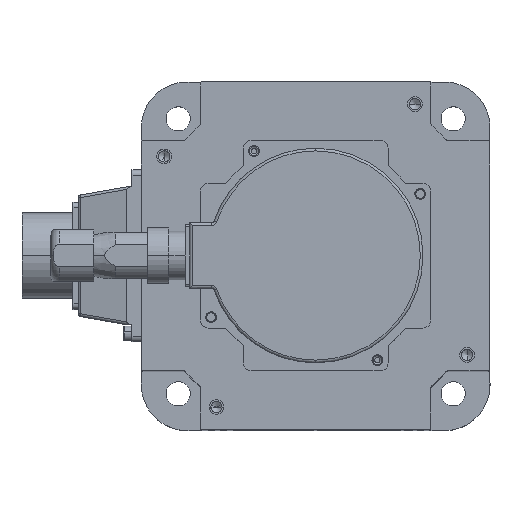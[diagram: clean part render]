
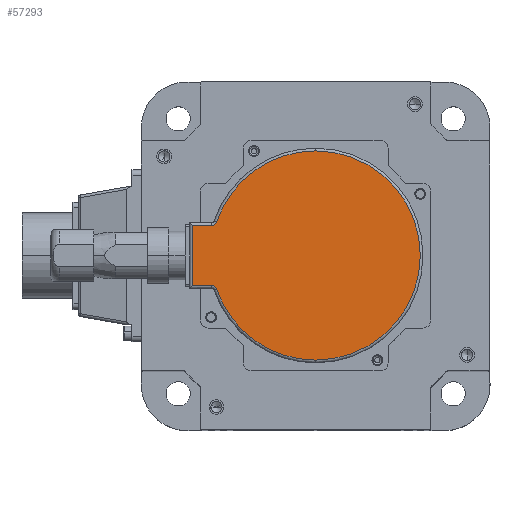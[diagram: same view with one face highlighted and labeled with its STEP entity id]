
A CAD part, top view. The second image highlights one B-rep face of the part: STEP entity #57293.
In plain terms, the highlighted face is planar.
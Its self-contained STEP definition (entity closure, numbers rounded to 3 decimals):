
#242 = ORIENTED_EDGE ( 'NONE', *, *, #30807, .T. ) ;
#505 = DIRECTION ( 'NONE',  ( 0., 0., 1. ) ) ;
#2314 = ORIENTED_EDGE ( 'NONE', *, *, #18434, .T. ) ;
#2989 = DIRECTION ( 'NONE',  ( 0., 0., 1. ) ) ;
#3305 = CARTESIAN_POINT ( 'NONE',  ( -20., 38.8, 13.25 ) ) ;
#3639 = CARTESIAN_POINT ( 'NONE',  ( -20., 0., 39. ) ) ;
#4384 = VERTEX_POINT ( 'NONE', #57298 ) ;
#5578 = CARTESIAN_POINT ( 'NONE',  ( -20., 46., -12.25 ) ) ;
#6539 = AXIS2_PLACEMENT_3D ( 'NONE', #61382, #30959, #505 ) ;
#6864 = VERTEX_POINT ( 'NONE', #9975 ) ;
#7087 = DIRECTION ( 'NONE',  ( 0., 1., 0. ) ) ;
#8359 = CIRCLE ( 'NONE', #65708, 2. ) ;
#9486 = DIRECTION ( 'NONE',  ( 0., -1., 0. ) ) ;
#9923 = CARTESIAN_POINT ( 'NONE',  ( -20., 38.8, -13.25 ) ) ;
#9975 = CARTESIAN_POINT ( 'NONE',  ( -20., 38.8, -11.25 ) ) ;
#13714 = CIRCLE ( 'NONE', #62457, 39. ) ;
#13770 = VECTOR ( 'NONE', #44992, 1000. ) ;
#15760 = DIRECTION ( 'NONE',  ( 0., 0., 1. ) ) ;
#16126 = LINE ( 'NONE', #46476, #21192 ) ;
#18434 = EDGE_CURVE ( 'NONE', #4384, #41363, #35989, .T. ) ;
#18963 = DIRECTION ( 'NONE',  ( 0., 0., 1. ) ) ;
#21192 = VECTOR ( 'NONE', #7087, 1000. ) ;
#21984 = PLANE ( 'NONE',  #6539 ) ;
#22327 = CARTESIAN_POINT ( 'NONE',  ( -20., 0., -39. ) ) ;
#24563 = DIRECTION ( 'NONE',  ( 0., 0., 1. ) ) ;
#25779 = EDGE_CURVE ( 'NONE', #37205, #67057, #44917, .T. ) ;
#27211 = ORIENTED_EDGE ( 'NONE', *, *, #42760, .T. ) ;
#29350 = CARTESIAN_POINT ( 'NONE',  ( -20., 38.8, 11.25 ) ) ;
#30807 = EDGE_CURVE ( 'NONE', #43193, #4384, #16126, .T. ) ;
#30874 = LINE ( 'NONE', #45488, #56562 ) ;
#30959 = DIRECTION ( 'NONE',  ( -1., 0., 0. ) ) ;
#31705 = EDGE_CURVE ( 'NONE', #67057, #40850, #13714, .T. ) ;
#32453 = AXIS2_PLACEMENT_3D ( 'NONE', #63855, #33428, #2989 ) ;
#33428 = DIRECTION ( 'NONE',  ( -1., 0., 0. ) ) ;
#33549 = CARTESIAN_POINT ( 'NONE',  ( -20., 0., 0. ) ) ;
#34334 = EDGE_CURVE ( 'NONE', #62103, #37205, #42432, .T. ) ;
#35245 = DIRECTION ( 'NONE',  ( -1., 0., 0. ) ) ;
#35989 = LINE ( 'NONE', #5578, #13770 ) ;
#37205 = VERTEX_POINT ( 'NONE', #22327 ) ;
#40850 = VERTEX_POINT ( 'NONE', #68130 ) ;
#41363 = VERTEX_POINT ( 'NONE', #51269 ) ;
#42432 = CIRCLE ( 'NONE', #54995, 39. ) ;
#42760 = EDGE_CURVE ( 'NONE', #40850, #43193, #66326, .T. ) ;
#43193 = VERTEX_POINT ( 'NONE', #29350 ) ;
#44226 = CARTESIAN_POINT ( 'NONE',  ( -20., 0., 0. ) ) ;
#44917 = CIRCLE ( 'NONE', #32453, 39. ) ;
#44992 = DIRECTION ( 'NONE',  ( 0., 0., -1. ) ) ;
#45488 = CARTESIAN_POINT ( 'NONE',  ( -20., 38.8, -11.25 ) ) ;
#46476 = CARTESIAN_POINT ( 'NONE',  ( -20., 47., 11.25 ) ) ;
#49316 = DIRECTION ( 'NONE',  ( 1., 0., 0. ) ) ;
#51269 = CARTESIAN_POINT ( 'NONE',  ( -20., 46., -11.25 ) ) ;
#54995 = AXIS2_PLACEMENT_3D ( 'NONE', #44226, #35245, #65706 ) ;
#55146 = DIRECTION ( 'NONE',  ( 1., 0., 0. ) ) ;
#55522 = ORIENTED_EDGE ( 'NONE', *, *, #31705, .T. ) ;
#55731 = FACE_OUTER_BOUND ( 'NONE', #60880, .T. ) ;
#56562 = VECTOR ( 'NONE', #9486, 1000. ) ;
#57293 = ADVANCED_FACE ( 'NONE', ( #55731 ), #21984, .T. ) ;
#57298 = CARTESIAN_POINT ( 'NONE',  ( -20., 46., 11.25 ) ) ;
#58416 = CARTESIAN_POINT ( 'NONE',  ( -20., 36.907, -12.604 ) ) ;
#58707 = ORIENTED_EDGE ( 'NONE', *, *, #34334, .T. ) ;
#60018 = ORIENTED_EDGE ( 'NONE', *, *, #69846, .T. ) ;
#60880 = EDGE_LOOP ( 'NONE', ( #242, #2314, #61262, #60018, #58707, #69218, #55522, #27211 ) ) ;
#61262 = ORIENTED_EDGE ( 'NONE', *, *, #61680, .T. ) ;
#61382 = CARTESIAN_POINT ( 'NONE',  ( -20., 0., 0. ) ) ;
#61680 = EDGE_CURVE ( 'NONE', #41363, #6864, #30874, .T. ) ;
#62103 = VERTEX_POINT ( 'NONE', #58416 ) ;
#62457 = AXIS2_PLACEMENT_3D ( 'NONE', #33549, #63983, #24563 ) ;
#63855 = CARTESIAN_POINT ( 'NONE',  ( -20., 0., 0. ) ) ;
#63983 = DIRECTION ( 'NONE',  ( -1., 0., 0. ) ) ;
#65706 = DIRECTION ( 'NONE',  ( 0., 0., 1. ) ) ;
#65708 = AXIS2_PLACEMENT_3D ( 'NONE', #9923, #49316, #18963 ) ;
#66326 = CIRCLE ( 'NONE', #68447, 2. ) ;
#67057 = VERTEX_POINT ( 'NONE', #3639 ) ;
#68130 = CARTESIAN_POINT ( 'NONE',  ( -20., 36.907, 12.604 ) ) ;
#68447 = AXIS2_PLACEMENT_3D ( 'NONE', #3305, #55146, #15760 ) ;
#69218 = ORIENTED_EDGE ( 'NONE', *, *, #25779, .T. ) ;
#69846 = EDGE_CURVE ( 'NONE', #6864, #62103, #8359, .T. ) ;
